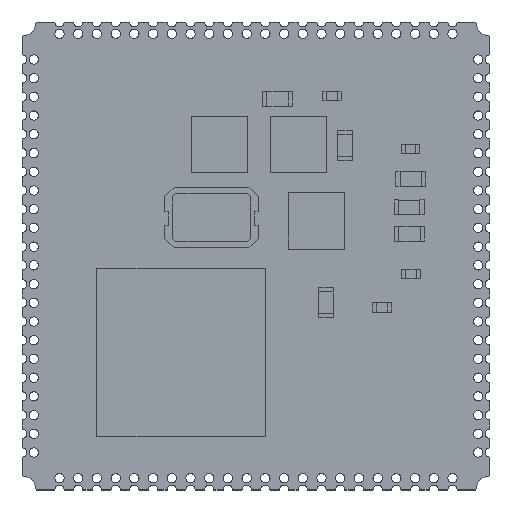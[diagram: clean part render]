
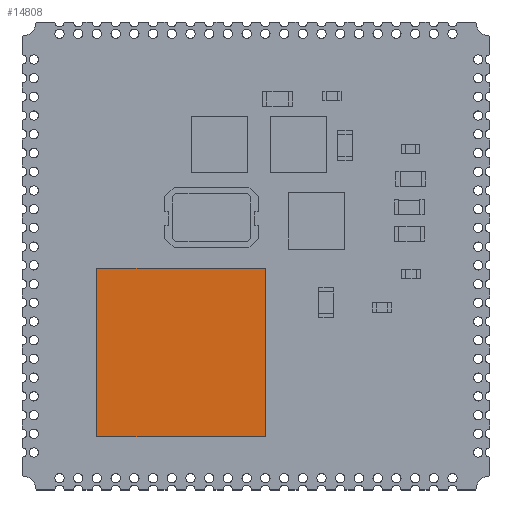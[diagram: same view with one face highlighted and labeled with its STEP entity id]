
A CAD part, top view. The second image highlights one B-rep face of the part: STEP entity #14808.
In plain terms, the highlighted planar face has unit normal (0, 0, 1).
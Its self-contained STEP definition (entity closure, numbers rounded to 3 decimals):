
#14679 = VERTEX_POINT('',#14680);
#14680 = CARTESIAN_POINT('',(-4.5,-4.5,0.85));
#14686 = EDGE_CURVE('',#14679,#14687,#14689,.T.);
#14687 = VERTEX_POINT('',#14688);
#14688 = CARTESIAN_POINT('',(-4.5,4.5,0.85));
#14689 = LINE('',#14690,#14691);
#14690 = CARTESIAN_POINT('',(-4.5,-4.5,0.85));
#14691 = VECTOR('',#14692,1.);
#14692 = DIRECTION('',(0.,1.,0.));
#14717 = EDGE_CURVE('',#14687,#14718,#14720,.T.);
#14718 = VERTEX_POINT('',#14719);
#14719 = CARTESIAN_POINT('',(4.5,4.5,0.85));
#14720 = LINE('',#14721,#14722);
#14721 = CARTESIAN_POINT('',(-4.5,4.5,0.85));
#14722 = VECTOR('',#14723,1.);
#14723 = DIRECTION('',(1.,0.,0.));
#14748 = EDGE_CURVE('',#14718,#14749,#14751,.T.);
#14749 = VERTEX_POINT('',#14750);
#14750 = CARTESIAN_POINT('',(4.5,-4.5,0.85));
#14751 = LINE('',#14752,#14753);
#14752 = CARTESIAN_POINT('',(4.5,4.5,0.85));
#14753 = VECTOR('',#14754,1.);
#14754 = DIRECTION('',(0.,-1.,0.));
#14779 = EDGE_CURVE('',#14749,#14679,#14780,.T.);
#14780 = LINE('',#14781,#14782);
#14781 = CARTESIAN_POINT('',(4.5,-4.5,0.85));
#14782 = VECTOR('',#14783,1.);
#14783 = DIRECTION('',(-1.,0.,0.));
#14808 = ADVANCED_FACE('',(#14809),#14815,.F.);
#14809 = FACE_BOUND('',#14810,.F.);
#14810 = EDGE_LOOP('',(#14811,#14812,#14813,#14814));
#14811 = ORIENTED_EDGE('',*,*,#14686,.T.);
#14812 = ORIENTED_EDGE('',*,*,#14717,.T.);
#14813 = ORIENTED_EDGE('',*,*,#14748,.T.);
#14814 = ORIENTED_EDGE('',*,*,#14779,.T.);
#14815 = PLANE('',#14816);
#14816 = AXIS2_PLACEMENT_3D('',#14817,#14818,#14819);
#14817 = CARTESIAN_POINT('',(0.,0.,
    0.85));
#14818 = DIRECTION('',(-0.,-0.,-1.));
#14819 = DIRECTION('',(-1.,0.,0.));
